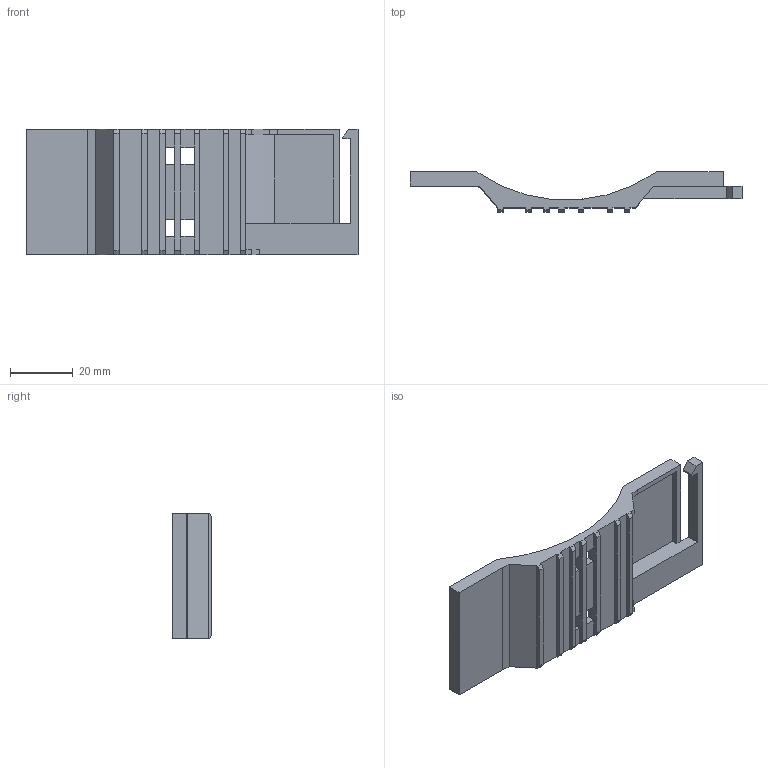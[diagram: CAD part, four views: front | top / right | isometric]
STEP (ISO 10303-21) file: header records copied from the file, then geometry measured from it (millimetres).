
FILE_DESCRIPTION (( 'STEP AP214' ), '1' );
FILE_NAME ('1198100.stp', '2019-02-12T07:33:39', ( '' ), ( '' ), 'SwSTEP 2.0', 'SolidWorks 2018', '' );
FILE_SCHEMA (( 'AUTOMOTIVE_DESIGN' ));
Length unit declared in the file: millimetre
Products named in the file (1): 1198100
Bounding box: 106 x 12.75 x 40 mm (x, y, z)
Volume: 17958.2 mm3; surface area: 11448.3 mm2
Topology: 1 solids, 1 shells, 99 faces, 286 edges, 185 vertices
Faces by surface type: plane 97, cylinder 2
Entity records: 3218 total; most frequent: CARTESIAN_POINT 595, ORIENTED_EDGE 572, DIRECTION 482, EDGE_CURVE 286, LINE 274, VECTOR 274, VERTEX_POINT 185, AXIS2_PLACEMENT_3D 104
